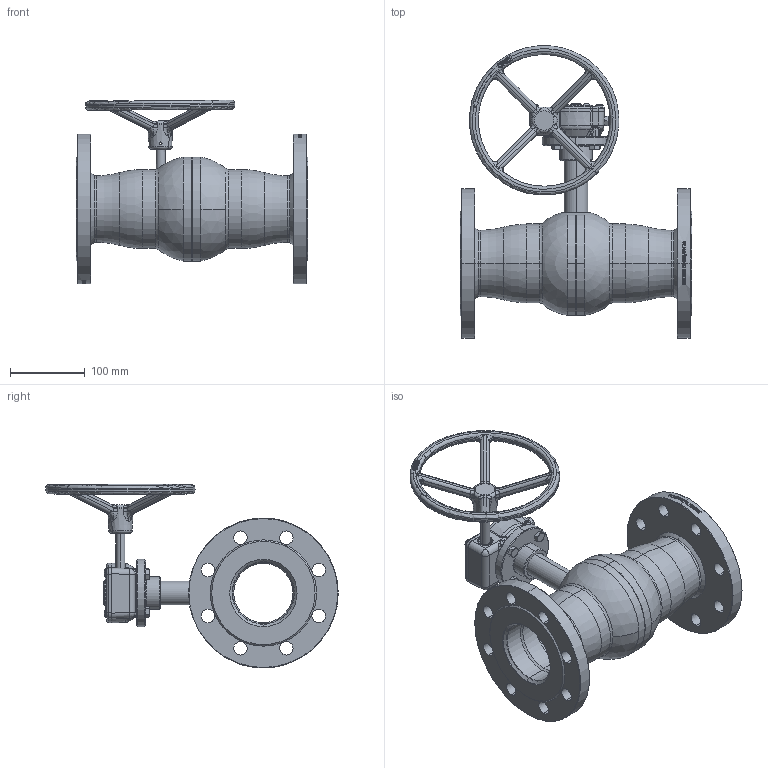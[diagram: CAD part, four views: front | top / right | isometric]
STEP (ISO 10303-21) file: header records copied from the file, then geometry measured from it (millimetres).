
FILE_DESCRIPTION (( 'STEP AP214' ), '1' );
FILE_NAME ('8600416080 480.step', '2025-05-29T08:17:53', ( '' ), ( '' ), 'SwSTEP 2.0', 'SolidWorks 2023', '' );
FILE_SCHEMA (( 'AUTOMOTIVE_DESIGN' ));
Products named in the file (1): 8600416080 480
Bounding box: 310 x 390.76 x 245.47 mm (x, y, z)
Surface area: 390647.5 mm2 (no closed solid volume)
Topology: 0 solids, 47 shells, 909 faces, 3099 edges, 2126 vertices
Faces by surface type: plane 276, bspline 234, cylinder 195, cone 133, torus 52, sphere 19
Entity records: 63017 total; most frequent: CARTESIAN_POINT 39535, ORIENTED_EDGE 4980, DIRECTION 4122, EDGE_CURVE 3087, VERTEX_POINT 2126, AXIS2_PLACEMENT_3D 1608, B_SPLINE_CURVE_WITH_KNOTS 1082, EDGE_LOOP 1024
